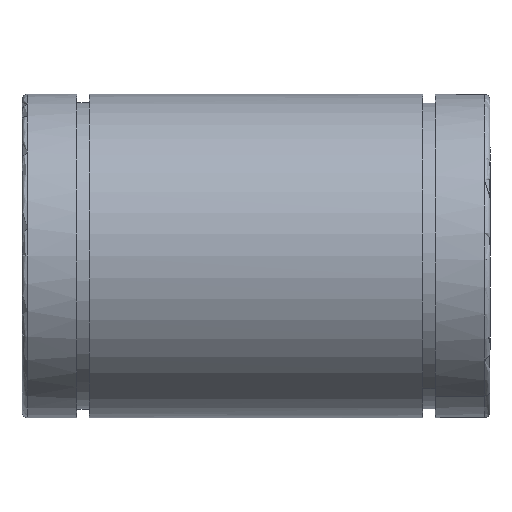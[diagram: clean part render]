
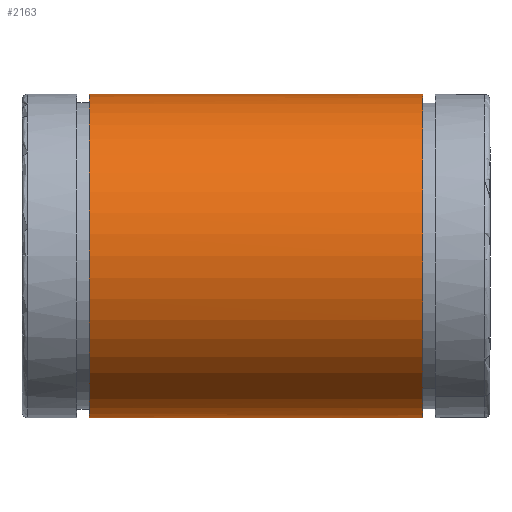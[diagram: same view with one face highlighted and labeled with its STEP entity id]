
A CAD part, front view. The second image highlights one B-rep face of the part: STEP entity #2163.
In plain terms, the highlighted cylindrical face has radius 23.5 mm (diameter 47 mm), a partial arc.
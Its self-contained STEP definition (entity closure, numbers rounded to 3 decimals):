
#2155=AXIS2_PLACEMENT_3D('Cylinder Axis2P3D',#2152,#2153,#2154) ;
#1475=CARTESIAN_POINT('Vertex',(9.8,0.,-23.5)) ;
#1479=CARTESIAN_POINT('Control Point',(9.8,0.,23.5)) ;
#1480=CARTESIAN_POINT('Control Point',(9.8,-2.137,23.5)) ;
#1481=CARTESIAN_POINT('Control Point',(9.8,-4.275,23.257)) ;
#1482=CARTESIAN_POINT('Control Point',(9.8,-6.375,22.771)) ;
#1483=CARTESIAN_POINT('Control Point',(9.8,-10.429,21.33)) ;
#1484=CARTESIAN_POINT('Control Point',(9.8,-14.056,19.016)) ;
#1485=CARTESIAN_POINT('Control Point',(9.8,-15.729,17.656)) ;
#1486=CARTESIAN_POINT('Control Point',(9.8,-18.738,14.581)) ;
#1487=CARTESIAN_POINT('Control Point',(9.8,-20.98,10.909)) ;
#1488=CARTESIAN_POINT('Control Point',(9.8,-21.886,8.953)) ;
#1489=CARTESIAN_POINT('Control Point',(9.8,-23.239,4.868)) ;
#1490=CARTESIAN_POINT('Control Point',(9.8,-23.639,0.585)) ;
#1491=CARTESIAN_POINT('Control Point',(9.8,-23.594,-1.571)) ;
#1492=CARTESIAN_POINT('Control Point',(9.8,-23.015,-5.834)) ;
#1493=CARTESIAN_POINT('Control Point',(9.8,-21.494,-9.858)) ;
#1494=CARTESIAN_POINT('Control Point',(9.8,-20.506,-11.775)) ;
#1495=CARTESIAN_POINT('Control Point',(9.8,-18.113,-15.35)) ;
#1496=CARTESIAN_POINT('Control Point',(9.8,-14.979,-18.297)) ;
#1497=CARTESIAN_POINT('Control Point',(9.8,-13.25,-19.586)) ;
#1498=CARTESIAN_POINT('Control Point',(9.8,-9.701,-21.647)) ;
#1499=CARTESIAN_POINT('Control Point',(9.8,-5.796,-22.899)) ;
#1500=CARTESIAN_POINT('Control Point',(9.8,-3.882,-23.3)) ;
#1501=CARTESIAN_POINT('Control Point',(9.8,-1.941,-23.5)) ;
#1502=CARTESIAN_POINT('Control Point',(9.8,0.,-23.5)) ;
#1503=CARTESIAN_POINT('Vertex',(9.8,0.,23.5)) ;
#1578=CARTESIAN_POINT('Line Origine',(34.,0.,23.5)) ;
#1582=CARTESIAN_POINT('Vertex',(58.2,0.,23.5)) ;
#1603=CARTESIAN_POINT('Control Point',(58.2,0.,-23.5)) ;
#1604=CARTESIAN_POINT('Control Point',(58.2,-2.137,-23.5)) ;
#1605=CARTESIAN_POINT('Control Point',(58.2,-4.275,-23.257)) ;
#1606=CARTESIAN_POINT('Control Point',(58.2,-6.375,-22.771)) ;
#1607=CARTESIAN_POINT('Control Point',(58.2,-10.429,-21.33)) ;
#1608=CARTESIAN_POINT('Control Point',(58.2,-14.056,-19.016)) ;
#1609=CARTESIAN_POINT('Control Point',(58.2,-15.729,-17.656)) ;
#1610=CARTESIAN_POINT('Control Point',(58.2,-18.738,-14.581)) ;
#1611=CARTESIAN_POINT('Control Point',(58.2,-20.98,-10.909)) ;
#1612=CARTESIAN_POINT('Control Point',(58.2,-21.886,-8.953)) ;
#1613=CARTESIAN_POINT('Control Point',(58.2,-23.239,-4.868)) ;
#1614=CARTESIAN_POINT('Control Point',(58.2,-23.639,-0.585)) ;
#1615=CARTESIAN_POINT('Control Point',(58.2,-23.594,1.571)) ;
#1616=CARTESIAN_POINT('Control Point',(58.2,-23.015,5.834)) ;
#1617=CARTESIAN_POINT('Control Point',(58.2,-21.494,9.858)) ;
#1618=CARTESIAN_POINT('Control Point',(58.2,-20.506,11.775)) ;
#1619=CARTESIAN_POINT('Control Point',(58.2,-18.113,15.35)) ;
#1620=CARTESIAN_POINT('Control Point',(58.2,-14.979,18.297)) ;
#1621=CARTESIAN_POINT('Control Point',(58.2,-13.25,19.586)) ;
#1622=CARTESIAN_POINT('Control Point',(58.2,-9.701,21.647)) ;
#1623=CARTESIAN_POINT('Control Point',(58.2,-5.796,22.899)) ;
#1624=CARTESIAN_POINT('Control Point',(58.2,-3.882,23.3)) ;
#1625=CARTESIAN_POINT('Control Point',(58.2,-1.941,23.5)) ;
#1626=CARTESIAN_POINT('Control Point',(58.2,0.,23.5)) ;
#1627=CARTESIAN_POINT('Vertex',(58.2,0.,-23.5)) ;
#1959=CARTESIAN_POINT('Line Origine',(34.,0.,-23.5)) ;
#2152=CARTESIAN_POINT('Axis2P3D Location',(34.,0.,0.)) ;
#1579=DIRECTION('Vector Direction',(1.,0.,0.)) ;
#1960=DIRECTION('Vector Direction',(1.,0.,0.)) ;
#2153=DIRECTION('Axis2P3D Direction',(1.,0.,0.)) ;
#2154=DIRECTION('Axis2P3D XDirection',(0.,0.,1.)) ;
#1580=VECTOR('Line Direction',#1579,1.) ;
#1961=VECTOR('Line Direction',#1960,1.) ;
#2158=ORIENTED_EDGE('',*,*,#1963,.T.) ;
#2159=ORIENTED_EDGE('',*,*,#1629,.T.) ;
#2160=ORIENTED_EDGE('',*,*,#1584,.T.) ;
#2161=ORIENTED_EDGE('',*,*,#1505,.T.) ;
#2163=ADVANCED_FACE('',(#2162),#2156,.T.) ;
#1478=B_SPLINE_CURVE_WITH_KNOTS('',5,(#1479,#1480,#1481,#1482,#1483,#1484,#1485,#1486,#1487,#1488,#1489,#1490,#1491,#1492,#1493,#1494,#1495,#1496,#1497,#1498,#1499,#1500,#1501,#1502),.UNSPECIFIED.,.F.,.U.,(6,3,3,3,3,3,3,6),(0.,15.113,30.227,45.34,60.454,75.567,90.681,104.407),.UNSPECIFIED.) ;
#1602=B_SPLINE_CURVE_WITH_KNOTS('',5,(#1603,#1604,#1605,#1606,#1607,#1608,#1609,#1610,#1611,#1612,#1613,#1614,#1615,#1616,#1617,#1618,#1619,#1620,#1621,#1622,#1623,#1624,#1625,#1626),.UNSPECIFIED.,.F.,.U.,(6,3,3,3,3,3,3,6),(0.,15.113,30.227,45.34,60.454,75.567,90.681,104.407),.UNSPECIFIED.) ;
#2156=CYLINDRICAL_SURFACE('generated cylinder',#2155,23.5) ;
#1505=EDGE_CURVE('',#1504,#1476,#1478,.T.) ;
#1584=EDGE_CURVE('',#1583,#1504,#1581,.F.) ;
#1629=EDGE_CURVE('',#1628,#1583,#1602,.T.) ;
#1963=EDGE_CURVE('',#1476,#1628,#1962,.T.) ;
#2157=EDGE_LOOP('',(#2158,#2159,#2160,#2161)) ;
#2162=FACE_OUTER_BOUND('',#2157,.T.) ;
#1581=LINE('Line',#1578,#1580) ;
#1962=LINE('Line',#1959,#1961) ;
#1476=VERTEX_POINT('',#1475) ;
#1504=VERTEX_POINT('',#1503) ;
#1583=VERTEX_POINT('',#1582) ;
#1628=VERTEX_POINT('',#1627) ;
